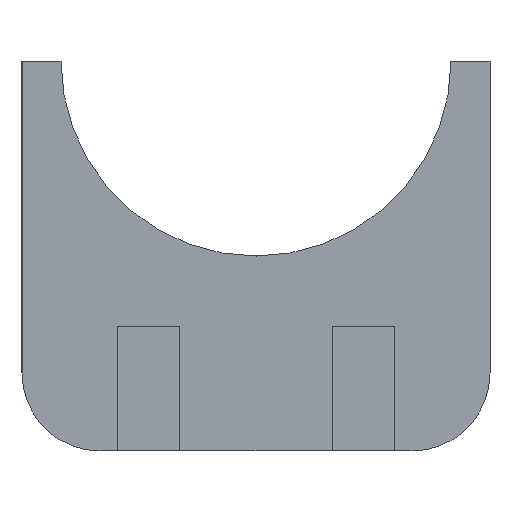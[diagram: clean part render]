
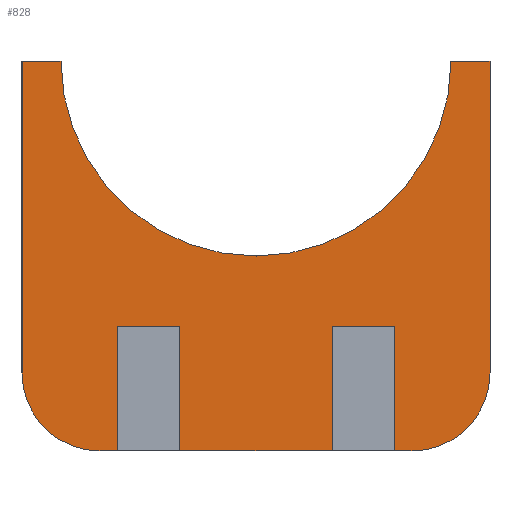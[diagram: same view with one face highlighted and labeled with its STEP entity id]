
A CAD part, front view. The second image highlights one B-rep face of the part: STEP entity #828.
In plain terms, the highlighted planar face has unit normal (0, -1, 0).
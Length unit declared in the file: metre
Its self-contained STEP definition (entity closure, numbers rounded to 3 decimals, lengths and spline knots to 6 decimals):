
#37=CIRCLE('',#914,0.005);
#38=CIRCLE('',#915,0.0125);
#39=CIRCLE('',#916,0.005);
#55=ORIENTED_EDGE('',*,*,#295,.T.);
#56=ORIENTED_EDGE('',*,*,#296,.T.);
#57=ORIENTED_EDGE('',*,*,#297,.T.);
#58=ORIENTED_EDGE('',*,*,#298,.F.);
#59=ORIENTED_EDGE('',*,*,#299,.T.);
#60=ORIENTED_EDGE('',*,*,#300,.T.);
#61=ORIENTED_EDGE('',*,*,#301,.F.);
#62=ORIENTED_EDGE('',*,*,#302,.F.);
#63=ORIENTED_EDGE('',*,*,#303,.T.);
#64=ORIENTED_EDGE('',*,*,#304,.T.);
#65=ORIENTED_EDGE('',*,*,#305,.T.);
#66=ORIENTED_EDGE('',*,*,#306,.T.);
#67=ORIENTED_EDGE('',*,*,#307,.T.);
#68=ORIENTED_EDGE('',*,*,#308,.T.);
#69=ORIENTED_EDGE('',*,*,#309,.T.);
#70=ORIENTED_EDGE('',*,*,#310,.T.);
#295=EDGE_CURVE('',#415,#416,#495,.T.);
#296=EDGE_CURVE('',#416,#417,#496,.T.);
#297=EDGE_CURVE('',#417,#418,#497,.T.);
#298=EDGE_CURVE('',#419,#418,#498,.T.);
#299=EDGE_CURVE('',#419,#420,#499,.T.);
#300=EDGE_CURVE('',#420,#421,#500,.T.);
#301=EDGE_CURVE('',#422,#421,#501,.T.);
#302=EDGE_CURVE('',#423,#422,#502,.T.);
#303=EDGE_CURVE('',#423,#424,#503,.T.);
#304=EDGE_CURVE('',#424,#425,#37,.T.);
#305=EDGE_CURVE('',#425,#426,#504,.F.);
#306=EDGE_CURVE('',#426,#427,#505,.F.);
#307=EDGE_CURVE('',#427,#428,#38,.F.);
#308=EDGE_CURVE('',#428,#429,#506,.F.);
#309=EDGE_CURVE('',#429,#430,#507,.T.);
#310=EDGE_CURVE('',#430,#415,#39,.T.);
#415=VERTEX_POINT('',#1221);
#416=VERTEX_POINT('',#1222);
#417=VERTEX_POINT('',#1224);
#418=VERTEX_POINT('',#1226);
#419=VERTEX_POINT('',#1228);
#420=VERTEX_POINT('',#1230);
#421=VERTEX_POINT('',#1232);
#422=VERTEX_POINT('',#1234);
#423=VERTEX_POINT('',#1236);
#424=VERTEX_POINT('',#1238);
#425=VERTEX_POINT('',#1240);
#426=VERTEX_POINT('',#1242);
#427=VERTEX_POINT('',#1244);
#428=VERTEX_POINT('',#1246);
#429=VERTEX_POINT('',#1248);
#430=VERTEX_POINT('',#1250);
#495=LINE('',#1220,#597);
#496=LINE('',#1223,#598);
#497=LINE('',#1225,#599);
#498=LINE('',#1227,#600);
#499=LINE('',#1229,#601);
#500=LINE('',#1231,#602);
#501=LINE('',#1233,#603);
#502=LINE('',#1235,#604);
#503=LINE('',#1237,#605);
#504=LINE('',#1241,#606);
#505=LINE('',#1243,#607);
#506=LINE('',#1247,#608);
#507=LINE('',#1249,#609);
#597=VECTOR('',#984,1.);
#598=VECTOR('',#985,1.);
#599=VECTOR('',#986,1.);
#600=VECTOR('',#987,1.);
#601=VECTOR('',#988,1.);
#602=VECTOR('',#989,1.);
#603=VECTOR('',#990,1.);
#604=VECTOR('',#991,1.);
#605=VECTOR('',#992,1.);
#606=VECTOR('',#995,1.);
#607=VECTOR('',#996,1.);
#608=VECTOR('',#999,1.);
#609=VECTOR('',#1000,1.);
#699=EDGE_LOOP('',(#55,#56,#57,#58,#59,#60,#61,#62,#63,#64,#65,#66,#67,
#68,#69,#70));
#745=FACE_BOUND('',#699,.T.);
#791=PLANE('',#913);
#828=ADVANCED_FACE('',(#745),#791,.T.);
#913=AXIS2_PLACEMENT_3D('',#1219,#982,#983);
#914=AXIS2_PLACEMENT_3D('',#1239,#993,#994);
#915=AXIS2_PLACEMENT_3D('',#1245,#997,#998);
#916=AXIS2_PLACEMENT_3D('',#1251,#1001,#1002);
#982=DIRECTION('',(0.,-1.,0.));
#983=DIRECTION('',(1.,0.,0.));
#984=DIRECTION('',(1.,0.,0.));
#985=DIRECTION('',(0.,0.,1.));
#986=DIRECTION('',(1.,0.,0.));
#987=DIRECTION('',(0.,0.,1.));
#988=DIRECTION('',(1.,0.,0.));
#989=DIRECTION('',(0.,0.,1.));
#990=DIRECTION('',(-1.,0.,0.));
#991=DIRECTION('',(0.,0.,1.));
#992=DIRECTION('',(1.,0.,0.));
#993=DIRECTION('',(0.,-1.,0.));
#994=DIRECTION('',(0.,0.,-1.));
#995=DIRECTION('',(0.,0.,-1.));
#996=DIRECTION('',(1.,0.,0.));
#997=DIRECTION('',(0.,-1.,0.));
#998=DIRECTION('',(0.,0.,-1.));
#999=DIRECTION('',(1.,0.,0.));
#1000=DIRECTION('',(0.,0.,-1.));
#1001=DIRECTION('',(0.,-1.,0.));
#1002=DIRECTION('',(0.,0.,-1.));
#1219=CARTESIAN_POINT('',(0.07,-0.275,0.04625));
#1220=CARTESIAN_POINT('',(0.07,-0.275,0.0275));
#1221=CARTESIAN_POINT('',(0.06,-0.275,0.0275));
#1222=CARTESIAN_POINT('',(0.0611,-0.275,0.0275));
#1223=CARTESIAN_POINT('',(0.0611,-0.275,0.0315));
#1224=CARTESIAN_POINT('',(0.0611,-0.275,0.0355));
#1225=CARTESIAN_POINT('',(0.0631,-0.275,0.0355));
#1226=CARTESIAN_POINT('',(0.0651,-0.275,0.0355));
#1227=CARTESIAN_POINT('',(0.0651,-0.275,0.0315));
#1228=CARTESIAN_POINT('',(0.0651,-0.275,0.0275));
#1229=CARTESIAN_POINT('',(0.07,-0.275,0.0275));
#1230=CARTESIAN_POINT('',(0.0749,-0.275,0.0275));
#1231=CARTESIAN_POINT('',(0.0749,-0.275,0.0315));
#1232=CARTESIAN_POINT('',(0.0749,-0.275,0.0355));
#1233=CARTESIAN_POINT('',(0.0769,-0.275,0.0355));
#1234=CARTESIAN_POINT('',(0.0789,-0.275,0.0355));
#1235=CARTESIAN_POINT('',(0.0789,-0.275,0.0315));
#1236=CARTESIAN_POINT('',(0.0789,-0.275,0.0275));
#1237=CARTESIAN_POINT('',(0.07,-0.275,0.0275));
#1238=CARTESIAN_POINT('',(0.08,-0.275,0.0275));
#1239=CARTESIAN_POINT('',(0.08,-0.275,0.0325));
#1240=CARTESIAN_POINT('',(0.085,-0.275,0.0325));
#1241=CARTESIAN_POINT('',(0.085,-0.275,0.04));
#1242=CARTESIAN_POINT('',(0.085,-0.275,0.0525));
#1243=CARTESIAN_POINT('',(0.08375,-0.275,0.0525));
#1244=CARTESIAN_POINT('',(0.0825,-0.275,0.0525));
#1245=CARTESIAN_POINT('',(0.07,-0.275,0.0525));
#1246=CARTESIAN_POINT('',(0.0575,-0.275,0.0525));
#1247=CARTESIAN_POINT('',(0.05625,-0.275,0.0525));
#1248=CARTESIAN_POINT('',(0.055,-0.275,0.0525));
#1249=CARTESIAN_POINT('',(0.055,-0.275,0.04));
#1250=CARTESIAN_POINT('',(0.055,-0.275,0.0325));
#1251=CARTESIAN_POINT('',(0.06,-0.275,0.0325));
